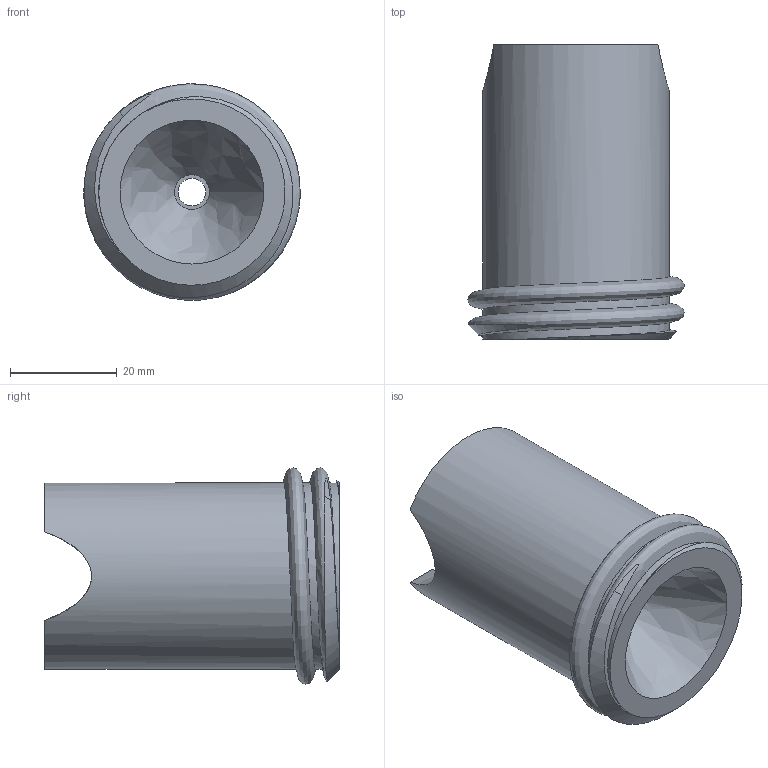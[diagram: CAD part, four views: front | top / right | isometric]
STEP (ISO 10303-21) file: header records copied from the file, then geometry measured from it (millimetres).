
FILE_DESCRIPTION(/* description */ (''),/* implementation_level */ '2;1');
FILE_NAME(/* name */ 'LED-Halter2',/* time_stamp */ '2025-08-06T15:24:41+02:00',/* author */ (''),/* organization */ (''),/* preprocessor_version */ 'ST-DEVELOPER v19.2',/* originating_system */ 'Rhino 8.22',/* authorisation */ '');
FILE_SCHEMA (('CONFIG_CONTROL_DESIGN'));
Length unit declared in the file: millimetre
Products named in the file (1): Document
Bounding box: 40.59 x 55.17 x 40.56 mm (x, y, z)
Volume: 42830.4 mm3; surface area: 10556.1 mm2
Topology: 1 solids, 1 shells, 22 faces, 52 edges, 32 vertices
Faces by surface type: bspline 10, plane 6, cylinder 6
Full cylindrical faces by diameter (mm): 5.2 x1, 6.5 x1, 8.3 x1, 24.994 x1, 34.951 x1
Entity records: 4204 total; most frequent: CARTESIAN_POINT 3727, ORIENTED_EDGE 100, EDGE_CURVE 50, DIRECTION 47, VERTEX_POINT 32, AXIS2_PLACEMENT_3D 29, EDGE_LOOP 26, ADVANCED_FACE 22
